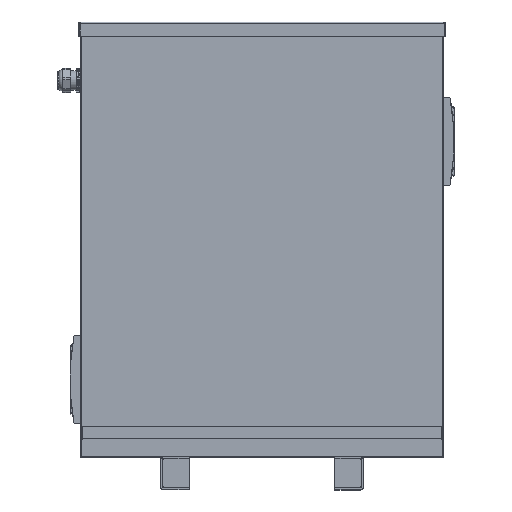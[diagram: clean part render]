
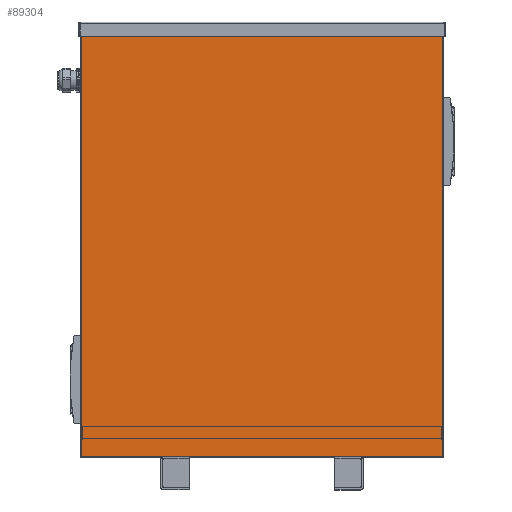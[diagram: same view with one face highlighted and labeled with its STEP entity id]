
A CAD part, top view. The second image highlights one B-rep face of the part: STEP entity #89304.
In plain terms, the highlighted planar face has unit normal (0, 0, 1).
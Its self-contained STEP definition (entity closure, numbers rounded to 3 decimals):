
#1377=LINE('',#125836,#10599);
#1396=LINE('',#125897,#10618);
#1411=LINE('',#125937,#10633);
#1417=LINE('',#125950,#10639);
#10599=VECTOR('',#101743,10.);
#10618=VECTOR('',#101814,10.);
#10633=VECTOR('',#101861,10.);
#10639=VECTOR('',#101879,10.);
#19779=PLANE('',#94064);
#24050=FACE_OUTER_BOUND('',#28756,.T.);
#28756=EDGE_LOOP('',(#59796,#59797,#59798,#59799));
#37577=VERTEX_POINT('',#125814);
#37587=VERTEX_POINT('',#125834);
#37603=VERTEX_POINT('',#125892);
#37612=VERTEX_POINT('',#125936);
#46395=EDGE_CURVE('',#37577,#37587,#1377,.T.);
#46424=EDGE_CURVE('',#37603,#37577,#1396,.T.);
#46444=EDGE_CURVE('',#37612,#37603,#1411,.T.);
#46451=EDGE_CURVE('',#37612,#37587,#1417,.T.);
#59796=ORIENTED_EDGE('',*,*,#46424,.T.);
#59797=ORIENTED_EDGE('',*,*,#46395,.T.);
#59798=ORIENTED_EDGE('',*,*,#46451,.F.);
#59799=ORIENTED_EDGE('',*,*,#46444,.T.);
#89304=ADVANCED_FACE('',(#24050),#19779,.T.);
#94064=AXIS2_PLACEMENT_3D('',#125951,#101880,#101881);
#101743=DIRECTION('',(0.,-1.,0.));
#101814=DIRECTION('',(-1.,0.,0.));
#101861=DIRECTION('',(0.,1.,0.));
#101879=DIRECTION('',(-1.,0.,0.));
#101880=DIRECTION('center_axis',(0.,0.,
1.));
#101881=DIRECTION('ref_axis',(1.,0.,0.));
#125814=CARTESIAN_POINT('',(-622.418,482.178,512.5));
#125834=CARTESIAN_POINT('',(-622.418,-573.822,512.5));
#125836=CARTESIAN_POINT('',(-622.418,-573.822,512.5));
#125892=CARTESIAN_POINT('',(259.582,482.178,512.5));
#125897=CARTESIAN_POINT('',(-393.418,482.178,512.5));
#125936=CARTESIAN_POINT('',(259.582,-573.822,512.5));
#125937=CARTESIAN_POINT('',(259.582,-308.822,512.5));
#125950=CARTESIAN_POINT('',(-612.418,-573.822,512.5));
#125951=CARTESIAN_POINT('Origin',(-174.418,-43.822,512.5));
